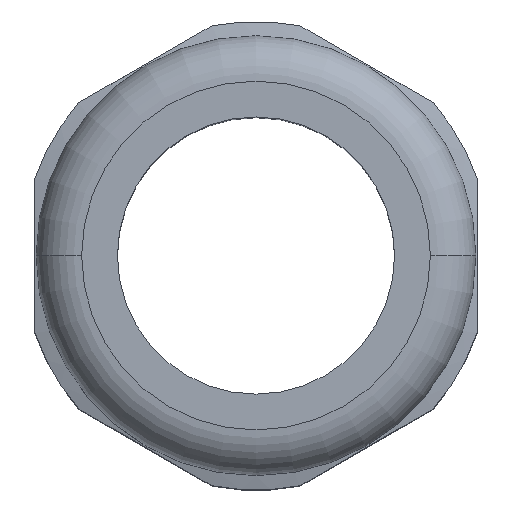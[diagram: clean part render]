
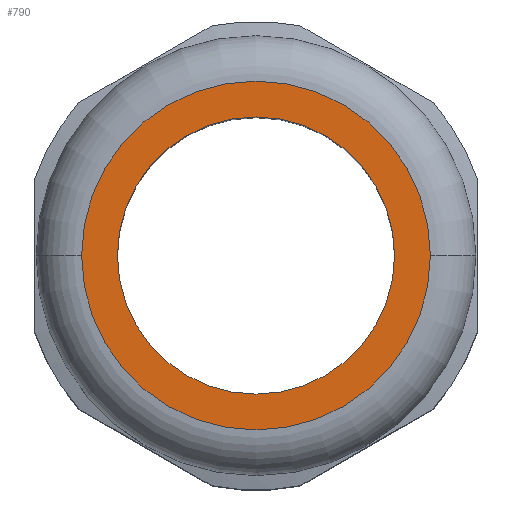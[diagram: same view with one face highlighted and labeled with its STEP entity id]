
A CAD part, top view. The second image highlights one B-rep face of the part: STEP entity #790.
In plain terms, the highlighted planar face has unit normal (0, 0, 1).
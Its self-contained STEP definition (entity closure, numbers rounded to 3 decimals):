
#440=CARTESIAN_POINT('',(0.,13.4,0.));
#450=DIRECTION('',(0.,0.,-1.));
#460=DIRECTION('',(-1.,0.,0.));
#470=AXIS2_PLACEMENT_3D('',#440,#450,#460);
#480=PLANE('',#470);
#490=CARTESIAN_POINT('',(0.,0.,0.));
#500=DIRECTION('',(0.,0.,1.));
#510=DIRECTION('',(1.,0.,0.));
#520=AXIS2_PLACEMENT_3D('',#490,#500,#510);
#530=CIRCLE('',#520,10.65);
#540=CARTESIAN_POINT('',(10.65,0.,0.));
#550=VERTEX_POINT('',#540);
#560=CARTESIAN_POINT('',(-10.65,0.,0.));
#570=VERTEX_POINT('',#560);
#580=EDGE_CURVE('',#550,#570,#530,.T.);
#590=ORIENTED_EDGE('',*,*,#580,.F.);
#600=EDGE_CURVE('',#570,#550,#530,.T.);
#610=ORIENTED_EDGE('',*,*,#600,.F.);
#620=EDGE_LOOP('',(#610,#590));
#630=FACE_BOUND('',#620,.T.);
#640=CARTESIAN_POINT('',(0.,0.,0.));
#650=DIRECTION('',(0.,0.,1.));
#660=DIRECTION('',(1.,0.,0.));
#670=AXIS2_PLACEMENT_3D('',#640,#650,#660);
#680=CIRCLE('',#670,13.4);
#690=CARTESIAN_POINT('',(13.4,0.,0.));
#700=VERTEX_POINT('',#690);
#710=CARTESIAN_POINT('',(-13.4,0.,0.));
#720=VERTEX_POINT('',#710);
#730=EDGE_CURVE('',#700,#720,#680,.T.);
#740=ORIENTED_EDGE('',*,*,#730,.T.);
#750=EDGE_CURVE('',#720,#700,#680,.T.);
#760=ORIENTED_EDGE('',*,*,#750,.T.);
#770=EDGE_LOOP('',(#760,#740));
#780=FACE_OUTER_BOUND('',#770,.T.);
#790=ADVANCED_FACE('',(#630,#780),#480,.F.);
